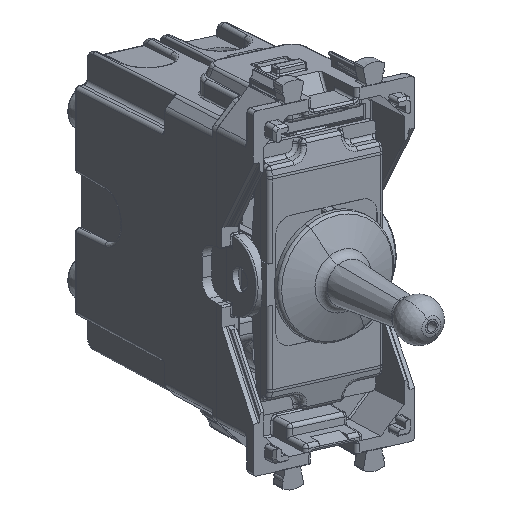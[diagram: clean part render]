
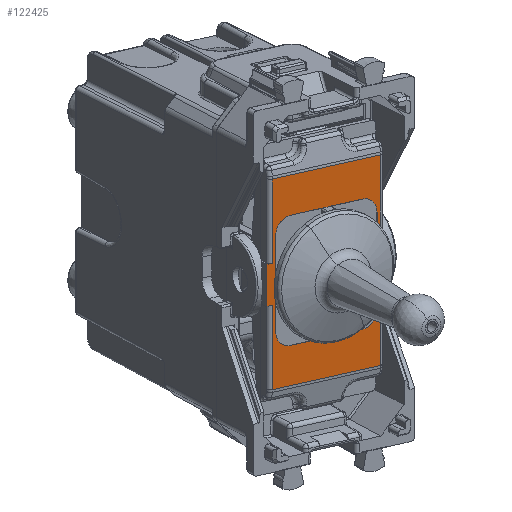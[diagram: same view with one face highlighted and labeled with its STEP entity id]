
A CAD part, top view. The second image highlights one B-rep face of the part: STEP entity #122425.
In plain terms, the highlighted face is planar.
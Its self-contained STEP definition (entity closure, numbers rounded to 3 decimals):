
#112494=CARTESIAN_POINT('Axis2P3D Location',(0.,0.,2.)) ;
#116055=CARTESIAN_POINT('Vertex',(2.585,-8.25,2.)) ;
#116058=CARTESIAN_POINT('Line Origine',(0.,-8.25,2.)) ;
#116062=CARTESIAN_POINT('Vertex',(-2.585,-8.25,2.)) ;
#116300=CARTESIAN_POINT('Vertex',(-2.585,8.25,2.)) ;
#116303=CARTESIAN_POINT('Line Origine',(0.,8.25,2.)) ;
#116307=CARTESIAN_POINT('Vertex',(2.585,8.25,2.)) ;
#120250=CARTESIAN_POINT('Vertex',(-6.,7.,2.)) ;
#120264=CARTESIAN_POINT('Vertex',(6.,7.,2.)) ;
#120267=CARTESIAN_POINT('Line Origine',(0.,7.,2.)) ;
#120284=CARTESIAN_POINT('Axis2P3D Location',(-6.,5.,2.)) ;
#120288=CARTESIAN_POINT('Vertex',(-8.,5.,2.)) ;
#120321=CARTESIAN_POINT('Vertex',(-8.,0.55,2.)) ;
#120329=CARTESIAN_POINT('Line Origine',(-8.,2.775,2.)) ;
#120345=CARTESIAN_POINT('Vertex',(-8.,-0.55,2.)) ;
#120350=CARTESIAN_POINT('Line Origine',(-8.,-2.775,2.)) ;
#120354=CARTESIAN_POINT('Vertex',(-8.,-5.,2.)) ;
#120381=CARTESIAN_POINT('Axis2P3D Location',(-6.,-5.,2.)) ;
#120385=CARTESIAN_POINT('Vertex',(-6.,-7.,2.)) ;
#120418=CARTESIAN_POINT('Vertex',(6.,-7.,2.)) ;
#120426=CARTESIAN_POINT('Line Origine',(0.,-7.,2.)) ;
#120443=CARTESIAN_POINT('Axis2P3D Location',(6.,-5.,2.)) ;
#120447=CARTESIAN_POINT('Vertex',(8.,-5.,2.)) ;
#120478=CARTESIAN_POINT('Vertex',(8.,-0.55,2.)) ;
#120488=CARTESIAN_POINT('Line Origine',(8.,-2.775,2.)) ;
#120506=CARTESIAN_POINT('Vertex',(8.,0.55,2.)) ;
#120509=CARTESIAN_POINT('Line Origine',(8.,2.775,2.)) ;
#120513=CARTESIAN_POINT('Vertex',(8.,5.,2.)) ;
#120540=CARTESIAN_POINT('Axis2P3D Location',(6.,5.,2.)) ;
#121409=CARTESIAN_POINT('Vertex',(2.585,-7.477,2.)) ;
#121414=CARTESIAN_POINT('Line Origine',(2.585,-7.739,2.)) ;
#121418=CARTESIAN_POINT('Vertex',(2.585,-8.,2.)) ;
#121421=CARTESIAN_POINT('Line Origine',(2.585,-8.125,2.)) ;
#121521=CARTESIAN_POINT('Vertex',(12.949,-7.477,2.)) ;
#121621=CARTESIAN_POINT('Line Origine',(0.,-7.477,2.)) ;
#121645=CARTESIAN_POINT('Line Origine',(-2.585,-8.125,2.)) ;
#121649=CARTESIAN_POINT('Vertex',(-2.585,-8.,2.)) ;
#121652=CARTESIAN_POINT('Line Origine',(-2.585,-7.739,2.)) ;
#121656=CARTESIAN_POINT('Vertex',(-2.585,-7.477,2.)) ;
#121823=CARTESIAN_POINT('Vertex',(-12.949,-7.477,2.)) ;
#121846=CARTESIAN_POINT('Line Origine',(0.,-7.477,2.)) ;
#121863=CARTESIAN_POINT('Line Origine',(-2.585,7.739,2.)) ;
#121867=CARTESIAN_POINT('Vertex',(-2.585,7.477,2.)) ;
#121869=CARTESIAN_POINT('Vertex',(-2.585,8.,2.)) ;
#121872=CARTESIAN_POINT('Line Origine',(-2.585,8.125,2.)) ;
#121960=CARTESIAN_POINT('Line Origine',(-12.949,0.,2.)) ;
#121964=CARTESIAN_POINT('Vertex',(-12.949,7.477,2.)) ;
#122108=CARTESIAN_POINT('Line Origine',(0.,7.477,2.)) ;
#122268=CARTESIAN_POINT('Line Origine',(2.585,7.739,2.)) ;
#122272=CARTESIAN_POINT('Vertex',(2.585,8.,2.)) ;
#122274=CARTESIAN_POINT('Vertex',(2.585,7.477,2.)) ;
#122301=CARTESIAN_POINT('Line Origine',(2.585,8.125,2.)) ;
#122351=CARTESIAN_POINT('Line Origine',(12.949,0.,2.)) ;
#122355=CARTESIAN_POINT('Vertex',(12.949,7.477,2.)) ;
#122378=CARTESIAN_POINT('Line Origine',(7.767,7.477,2.)) ;
#122401=CARTESIAN_POINT('Line Origine',(8.,0.,2.)) ;
#122406=CARTESIAN_POINT('Line Origine',(-8.,0.,2.)) ;
#112495=DIRECTION('Axis2P3D Direction',(0.,0.,1.)) ;
#112496=DIRECTION('Axis2P3D XDirection',(1.,0.,0.)) ;
#116059=DIRECTION('Vector Direction',(1.,0.,0.)) ;
#116304=DIRECTION('Vector Direction',(1.,0.,0.)) ;
#120268=DIRECTION('Vector Direction',(1.,0.,0.)) ;
#120285=DIRECTION('Axis2P3D Direction',(0.,0.,1.)) ;
#120330=DIRECTION('Vector Direction',(0.,-1.,0.)) ;
#120351=DIRECTION('Vector Direction',(0.,-1.,0.)) ;
#120382=DIRECTION('Axis2P3D Direction',(0.,0.,1.)) ;
#120427=DIRECTION('Vector Direction',(-1.,0.,0.)) ;
#120444=DIRECTION('Axis2P3D Direction',(0.,0.,1.)) ;
#120489=DIRECTION('Vector Direction',(0.,1.,0.)) ;
#120510=DIRECTION('Vector Direction',(0.,1.,0.)) ;
#120541=DIRECTION('Axis2P3D Direction',(0.,0.,1.)) ;
#121415=DIRECTION('Vector Direction',(0.,-1.,0.)) ;
#121422=DIRECTION('Vector Direction',(0.,1.,0.)) ;
#121622=DIRECTION('Vector Direction',(1.,0.,0.)) ;
#121646=DIRECTION('Vector Direction',(0.,1.,0.)) ;
#121653=DIRECTION('Vector Direction',(0.,-1.,0.)) ;
#121847=DIRECTION('Vector Direction',(1.,0.,0.)) ;
#121864=DIRECTION('Vector Direction',(0.,-1.,0.)) ;
#121873=DIRECTION('Vector Direction',(0.,1.,0.)) ;
#121961=DIRECTION('Vector Direction',(0.,1.,0.)) ;
#122109=DIRECTION('Vector Direction',(1.,0.,0.)) ;
#122269=DIRECTION('Vector Direction',(0.,-1.,0.)) ;
#122302=DIRECTION('Vector Direction',(0.,1.,0.)) ;
#122352=DIRECTION('Vector Direction',(0.,-1.,0.)) ;
#122379=DIRECTION('Vector Direction',(1.,0.,0.)) ;
#122402=DIRECTION('Vector Direction',(0.,1.,0.)) ;
#122407=DIRECTION('Vector Direction',(0.,-1.,0.)) ;
#112497=AXIS2_PLACEMENT_3D('Plane Axis2P3D',#112494,#112495,#112496) ;
#120286=AXIS2_PLACEMENT_3D('Circle Axis2P3D',#120284,#120285,$) ;
#120383=AXIS2_PLACEMENT_3D('Circle Axis2P3D',#120381,#120382,$) ;
#120445=AXIS2_PLACEMENT_3D('Circle Axis2P3D',#120443,#120444,$) ;
#120542=AXIS2_PLACEMENT_3D('Circle Axis2P3D',#120540,#120541,$) ;
#122384=ORIENTED_EDGE('',*,*,#122276,.F.) ;
#122385=ORIENTED_EDGE('',*,*,#122305,.T.) ;
#122386=ORIENTED_EDGE('',*,*,#116309,.F.) ;
#122387=ORIENTED_EDGE('',*,*,#121876,.F.) ;
#122388=ORIENTED_EDGE('',*,*,#121871,.F.) ;
#122389=ORIENTED_EDGE('',*,*,#122112,.T.) ;
#122390=ORIENTED_EDGE('',*,*,#121966,.T.) ;
#122391=ORIENTED_EDGE('',*,*,#121850,.T.) ;
#122392=ORIENTED_EDGE('',*,*,#121658,.F.) ;
#122393=ORIENTED_EDGE('',*,*,#121651,.T.) ;
#122394=ORIENTED_EDGE('',*,*,#116064,.T.) ;
#122395=ORIENTED_EDGE('',*,*,#121425,.F.) ;
#122396=ORIENTED_EDGE('',*,*,#121420,.F.) ;
#122397=ORIENTED_EDGE('',*,*,#121625,.T.) ;
#122398=ORIENTED_EDGE('',*,*,#122357,.T.) ;
#122399=ORIENTED_EDGE('',*,*,#122382,.T.) ;
#122412=ORIENTED_EDGE('',*,*,#120515,.F.) ;
#122413=ORIENTED_EDGE('',*,*,#122405,.T.) ;
#122414=ORIENTED_EDGE('',*,*,#120492,.F.) ;
#122415=ORIENTED_EDGE('',*,*,#120449,.F.) ;
#122416=ORIENTED_EDGE('',*,*,#120430,.T.) ;
#122417=ORIENTED_EDGE('',*,*,#120387,.F.) ;
#122418=ORIENTED_EDGE('',*,*,#120356,.F.) ;
#122419=ORIENTED_EDGE('',*,*,#122410,.F.) ;
#122420=ORIENTED_EDGE('',*,*,#120333,.F.) ;
#122421=ORIENTED_EDGE('',*,*,#120290,.F.) ;
#122422=ORIENTED_EDGE('',*,*,#120271,.T.) ;
#122423=ORIENTED_EDGE('',*,*,#120544,.F.) ;
#122424=FACE_BOUND('',#122411,.T.) ;
#116060=VECTOR('Line Direction',#116059,1.) ;
#116305=VECTOR('Line Direction',#116304,1.) ;
#120269=VECTOR('Line Direction',#120268,1.) ;
#120331=VECTOR('Line Direction',#120330,1.) ;
#120352=VECTOR('Line Direction',#120351,1.) ;
#120428=VECTOR('Line Direction',#120427,1.) ;
#120490=VECTOR('Line Direction',#120489,1.) ;
#120511=VECTOR('Line Direction',#120510,1.) ;
#121416=VECTOR('Line Direction',#121415,1.) ;
#121423=VECTOR('Line Direction',#121422,1.) ;
#121623=VECTOR('Line Direction',#121622,1.) ;
#121647=VECTOR('Line Direction',#121646,1.) ;
#121654=VECTOR('Line Direction',#121653,1.) ;
#121848=VECTOR('Line Direction',#121847,1.) ;
#121865=VECTOR('Line Direction',#121864,1.) ;
#121874=VECTOR('Line Direction',#121873,1.) ;
#121962=VECTOR('Line Direction',#121961,1.) ;
#122110=VECTOR('Line Direction',#122109,1.) ;
#122270=VECTOR('Line Direction',#122269,1.) ;
#122303=VECTOR('Line Direction',#122302,1.) ;
#122353=VECTOR('Line Direction',#122352,1.) ;
#122380=VECTOR('Line Direction',#122379,1.) ;
#122403=VECTOR('Line Direction',#122402,1.) ;
#122408=VECTOR('Line Direction',#122407,1.) ;
#122425=ADVANCED_FACE('PartBody',(#122400,#122424),#112498,.T.) ;
#120287=CIRCLE('generated circle',#120286,2.) ;
#120384=CIRCLE('generated circle',#120383,2.) ;
#120446=CIRCLE('generated circle',#120445,2.) ;
#120543=CIRCLE('generated circle',#120542,2.) ;
#116064=EDGE_CURVE('',#116063,#116056,#116061,.T.) ;
#116309=EDGE_CURVE('',#116301,#116308,#116306,.T.) ;
#120271=EDGE_CURVE('',#120251,#120265,#120270,.T.) ;
#120290=EDGE_CURVE('',#120251,#120289,#120287,.T.) ;
#120333=EDGE_CURVE('',#120289,#120322,#120332,.T.) ;
#120356=EDGE_CURVE('',#120346,#120355,#120353,.T.) ;
#120387=EDGE_CURVE('',#120355,#120386,#120384,.T.) ;
#120430=EDGE_CURVE('',#120419,#120386,#120429,.T.) ;
#120449=EDGE_CURVE('',#120419,#120448,#120446,.T.) ;
#120492=EDGE_CURVE('',#120448,#120479,#120491,.T.) ;
#120515=EDGE_CURVE('',#120507,#120514,#120512,.T.) ;
#120544=EDGE_CURVE('',#120514,#120265,#120543,.T.) ;
#121420=EDGE_CURVE('',#121410,#121419,#121417,.T.) ;
#121425=EDGE_CURVE('',#121419,#116056,#121424,.F.) ;
#121625=EDGE_CURVE('',#121410,#121522,#121624,.T.) ;
#121651=EDGE_CURVE('',#121650,#116063,#121648,.F.) ;
#121658=EDGE_CURVE('',#121650,#121657,#121655,.F.) ;
#121850=EDGE_CURVE('',#121824,#121657,#121849,.T.) ;
#121871=EDGE_CURVE('',#121868,#121870,#121866,.F.) ;
#121876=EDGE_CURVE('',#121870,#116301,#121875,.T.) ;
#121966=EDGE_CURVE('',#121965,#121824,#121963,.F.) ;
#122112=EDGE_CURVE('',#121868,#121965,#122111,.F.) ;
#122276=EDGE_CURVE('',#122273,#122275,#122271,.T.) ;
#122305=EDGE_CURVE('',#122273,#116308,#122304,.T.) ;
#122357=EDGE_CURVE('',#121522,#122356,#122354,.F.) ;
#122382=EDGE_CURVE('',#122356,#122275,#122381,.F.) ;
#122405=EDGE_CURVE('',#120507,#120479,#122404,.F.) ;
#122410=EDGE_CURVE('',#120322,#120346,#122409,.T.) ;
#122383=EDGE_LOOP('',(#122384,#122385,#122386,#122387,#122388,#122389,#122390,#122391,#122392,#122393,#122394,#122395,#122396,#122397,#122398,#122399)) ;
#122411=EDGE_LOOP('',(#122412,#122413,#122414,#122415,#122416,#122417,#122418,#122419,#122420,#122421,#122422,#122423)) ;
#122400=FACE_OUTER_BOUND('',#122383,.T.) ;
#116061=LINE('Line',#116058,#116060) ;
#116306=LINE('Line',#116303,#116305) ;
#120270=LINE('Line',#120267,#120269) ;
#120332=LINE('Line',#120329,#120331) ;
#120353=LINE('Line',#120350,#120352) ;
#120429=LINE('Line',#120426,#120428) ;
#120491=LINE('Line',#120488,#120490) ;
#120512=LINE('Line',#120509,#120511) ;
#121417=LINE('Line',#121414,#121416) ;
#121424=LINE('Line',#121421,#121423) ;
#121624=LINE('Line',#121621,#121623) ;
#121648=LINE('Line',#121645,#121647) ;
#121655=LINE('Line',#121652,#121654) ;
#121849=LINE('Line',#121846,#121848) ;
#121866=LINE('Line',#121863,#121865) ;
#121875=LINE('Line',#121872,#121874) ;
#121963=LINE('Line',#121960,#121962) ;
#122111=LINE('Line',#122108,#122110) ;
#122271=LINE('Line',#122268,#122270) ;
#122304=LINE('Line',#122301,#122303) ;
#122354=LINE('Line',#122351,#122353) ;
#122381=LINE('Line',#122378,#122380) ;
#122404=LINE('Line',#122401,#122403) ;
#122409=LINE('Line',#122406,#122408) ;
#112498=PLANE('',#112497) ;
#116056=VERTEX_POINT('',#116055) ;
#116063=VERTEX_POINT('',#116062) ;
#116301=VERTEX_POINT('',#116300) ;
#116308=VERTEX_POINT('',#116307) ;
#120251=VERTEX_POINT('',#120250) ;
#120265=VERTEX_POINT('',#120264) ;
#120289=VERTEX_POINT('',#120288) ;
#120322=VERTEX_POINT('',#120321) ;
#120346=VERTEX_POINT('',#120345) ;
#120355=VERTEX_POINT('',#120354) ;
#120386=VERTEX_POINT('',#120385) ;
#120419=VERTEX_POINT('',#120418) ;
#120448=VERTEX_POINT('',#120447) ;
#120479=VERTEX_POINT('',#120478) ;
#120507=VERTEX_POINT('',#120506) ;
#120514=VERTEX_POINT('',#120513) ;
#121410=VERTEX_POINT('',#121409) ;
#121419=VERTEX_POINT('',#121418) ;
#121522=VERTEX_POINT('',#121521) ;
#121650=VERTEX_POINT('',#121649) ;
#121657=VERTEX_POINT('',#121656) ;
#121824=VERTEX_POINT('',#121823) ;
#121868=VERTEX_POINT('',#121867) ;
#121870=VERTEX_POINT('',#121869) ;
#121965=VERTEX_POINT('',#121964) ;
#122273=VERTEX_POINT('',#122272) ;
#122275=VERTEX_POINT('',#122274) ;
#122356=VERTEX_POINT('',#122355) ;
